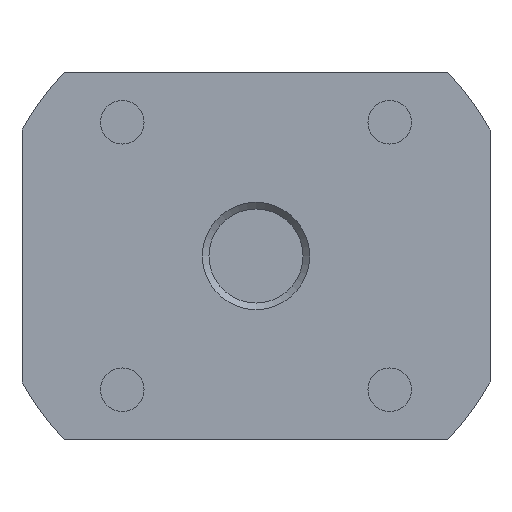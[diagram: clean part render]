
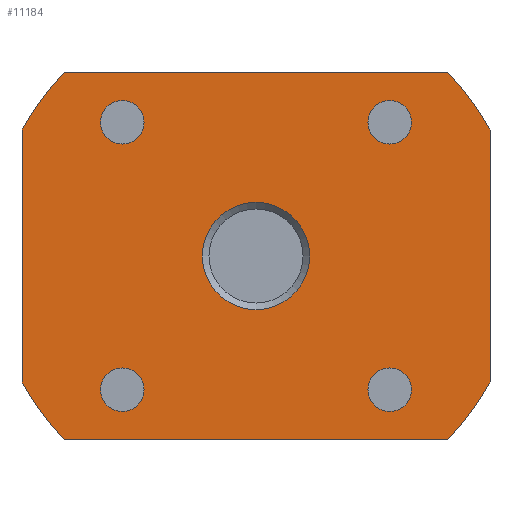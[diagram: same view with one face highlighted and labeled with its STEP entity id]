
A CAD part, front view. The second image highlights one B-rep face of the part: STEP entity #11184.
In plain terms, the highlighted planar face has unit normal (0, -1, 0).
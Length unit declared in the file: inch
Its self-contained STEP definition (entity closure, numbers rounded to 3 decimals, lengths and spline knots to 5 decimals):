
#11038=CARTESIAN_POINT('',(-0.4015,0.,0.));
#11039=VERTEX_POINT('',#11038);
#11040=CARTESIAN_POINT('',(0.0,0.0,0.0));
#11041=DIRECTION('',(0.0,-1.0,0.0));
#11042=DIRECTION('',(1.0,0.0,0.0));
#11043=AXIS2_PLACEMENT_3D('',#11040,#11041,#11042);
#11044=CIRCLE('',#11043,0.4015);
#11045=EDGE_CURVE('',#11039,#11039,#11044,.T.);
#11062=CARTESIAN_POINT('',(0.,0.,0.));
#11063=DIRECTION('',(0.0,1.0,0.0));
#11064=DIRECTION('',(0.0,0.0,-1.0));
#11065=AXIS2_PLACEMENT_3D('',#11062,#11063,#11064);
#11066=PLANE('',#11065);
#11067=CARTESIAN_POINT('',(1.43511,0.,1.375));
#11068=VERTEX_POINT('',#11067);
#11069=CARTESIAN_POINT('',(1.75,0.,0.94216));
#11070=VERTEX_POINT('',#11069);
#11071=CARTESIAN_POINT('',(0.0,0.0,0.0));
#11072=DIRECTION('',(0.0,1.0,0.0));
#11073=DIRECTION('',(1.0,0.0,0.0));
#11074=AXIS2_PLACEMENT_3D('',#11071,#11072,#11073);
#11075=CIRCLE('',#11074,1.9875);
#11076=EDGE_CURVE('',#11068,#11070,#11075,.T.);
#11077=ORIENTED_EDGE('',*,*,#11076,.F.);
#11078=CARTESIAN_POINT('',(-1.43511,0.,1.375));
#11079=VERTEX_POINT('',#11078);
#11080=CARTESIAN_POINT('',(-1.43511,0.,1.375));
#11081=DIRECTION('',(1.0,0.0,0.0));
#11082=VECTOR('',#11081,2.87021);
#11083=LINE('',#11080,#11082);
#11084=EDGE_CURVE('',#11079,#11068,#11083,.T.);
#11085=ORIENTED_EDGE('',*,*,#11084,.F.);
#11086=CARTESIAN_POINT('',(-1.75,0.,0.94216));
#11087=VERTEX_POINT('',#11086);
#11088=CARTESIAN_POINT('',(0.0,0.0,0.0));
#11089=DIRECTION('',(0.0,1.0,0.0));
#11090=DIRECTION('',(1.0,0.0,0.0));
#11091=AXIS2_PLACEMENT_3D('',#11088,#11089,#11090);
#11092=CIRCLE('',#11091,1.9875);
#11093=EDGE_CURVE('',#11087,#11079,#11092,.T.);
#11094=ORIENTED_EDGE('',*,*,#11093,.F.);
#11095=CARTESIAN_POINT('',(-1.75,0.,-0.94216));
#11096=VERTEX_POINT('',#11095);
#11097=CARTESIAN_POINT('',(-1.75,0.,-0.94216));
#11098=DIRECTION('',(0.0,0.0,1.0));
#11099=VECTOR('',#11098,1.88431);
#11100=LINE('',#11097,#11099);
#11101=EDGE_CURVE('',#11096,#11087,#11100,.T.);
#11102=ORIENTED_EDGE('',*,*,#11101,.F.);
#11103=CARTESIAN_POINT('',(-1.43511,0.,-1.375));
#11104=VERTEX_POINT('',#11103);
#11105=CARTESIAN_POINT('',(0.0,0.0,0.0));
#11106=DIRECTION('',(0.0,1.0,0.0));
#11107=DIRECTION('',(1.0,0.0,0.0));
#11108=AXIS2_PLACEMENT_3D('',#11105,#11106,#11107);
#11109=CIRCLE('',#11108,1.9875);
#11110=EDGE_CURVE('',#11104,#11096,#11109,.T.);
#11111=ORIENTED_EDGE('',*,*,#11110,.F.);
#11112=CARTESIAN_POINT('',(1.43511,0.,-1.375));
#11113=VERTEX_POINT('',#11112);
#11114=CARTESIAN_POINT('',(1.43511,0.,-1.375));
#11115=DIRECTION('',(-1.0,0.0,0.0));
#11116=VECTOR('',#11115,2.87021);
#11117=LINE('',#11114,#11116);
#11118=EDGE_CURVE('',#11113,#11104,#11117,.T.);
#11119=ORIENTED_EDGE('',*,*,#11118,.F.);
#11120=CARTESIAN_POINT('',(1.75,0.,-0.94216));
#11121=VERTEX_POINT('',#11120);
#11122=CARTESIAN_POINT('',(0.0,0.0,0.0));
#11123=DIRECTION('',(0.0,1.0,0.0));
#11124=DIRECTION('',(1.0,0.0,0.0));
#11125=AXIS2_PLACEMENT_3D('',#11122,#11123,#11124);
#11126=CIRCLE('',#11125,1.9875);
#11127=EDGE_CURVE('',#11121,#11113,#11126,.T.);
#11128=ORIENTED_EDGE('',*,*,#11127,.F.);
#11129=CARTESIAN_POINT('',(1.75,0.,0.94216));
#11130=DIRECTION('',(0.0,0.0,-1.0));
#11131=VECTOR('',#11130,1.88431);
#11132=LINE('',#11129,#11131);
#11133=EDGE_CURVE('',#11070,#11121,#11132,.T.);
#11134=ORIENTED_EDGE('',*,*,#11133,.F.);
#11135=EDGE_LOOP('',(#11077,#11085,#11094,#11102,#11111,#11119,#11128,#11134));
#11136=FACE_OUTER_BOUND('',#11135,.T.);
#11137=CARTESIAN_POINT('',(-1.1625,0.,1.));
#11138=VERTEX_POINT('',#11137);
#11139=CARTESIAN_POINT('',(-1.0,0.,1.0));
#11140=DIRECTION('',(0.0,1.0,0.0));
#11141=DIRECTION('',(-1.0,0.0,0.0));
#11142=AXIS2_PLACEMENT_3D('',#11139,#11140,#11141);
#11143=CIRCLE('',#11142,0.1625);
#11144=EDGE_CURVE('',#11138,#11138,#11143,.T.);
#11145=ORIENTED_EDGE('',*,*,#11144,.T.);
#11146=EDGE_LOOP('',(#11145));
#11147=FACE_BOUND('',#11146,.T.);
#11148=CARTESIAN_POINT('',(0.8375,0.,1.0));
#11149=VERTEX_POINT('',#11148);
#11150=CARTESIAN_POINT('',(1.0,0.,1.0));
#11151=DIRECTION('',(0.0,1.0,0.0));
#11152=DIRECTION('',(-1.0,0.0,0.0));
#11153=AXIS2_PLACEMENT_3D('',#11150,#11151,#11152);
#11154=CIRCLE('',#11153,0.1625);
#11155=EDGE_CURVE('',#11149,#11149,#11154,.T.);
#11156=ORIENTED_EDGE('',*,*,#11155,.T.);
#11157=EDGE_LOOP('',(#11156));
#11158=FACE_BOUND('',#11157,.T.);
#11159=CARTESIAN_POINT('',(-1.1625,0.,-1.));
#11160=VERTEX_POINT('',#11159);
#11161=CARTESIAN_POINT('',(-1.0,0.,-1.0));
#11162=DIRECTION('',(0.0,1.0,0.0));
#11163=DIRECTION('',(-1.0,0.0,0.0));
#11164=AXIS2_PLACEMENT_3D('',#11161,#11162,#11163);
#11165=CIRCLE('',#11164,0.1625);
#11166=EDGE_CURVE('',#11160,#11160,#11165,.T.);
#11167=ORIENTED_EDGE('',*,*,#11166,.T.);
#11168=EDGE_LOOP('',(#11167));
#11169=FACE_BOUND('',#11168,.T.);
#11170=CARTESIAN_POINT('',(0.8375,0.,-1.0));
#11171=VERTEX_POINT('',#11170);
#11172=CARTESIAN_POINT('',(1.0,0.,-1.0));
#11173=DIRECTION('',(0.0,1.0,0.0));
#11174=DIRECTION('',(-1.0,0.0,0.0));
#11175=AXIS2_PLACEMENT_3D('',#11172,#11173,#11174);
#11176=CIRCLE('',#11175,0.1625);
#11177=EDGE_CURVE('',#11171,#11171,#11176,.T.);
#11178=ORIENTED_EDGE('',*,*,#11177,.T.);
#11179=EDGE_LOOP('',(#11178));
#11180=FACE_BOUND('',#11179,.T.);
#11181=ORIENTED_EDGE('',*,*,#11045,.F.);
#11182=EDGE_LOOP('',(#11181));
#11183=FACE_BOUND('',#11182,.T.);
#11184=ADVANCED_FACE('',(#11136,#11147,#11158,#11169,#11180,#11183),#11066,.F.);
